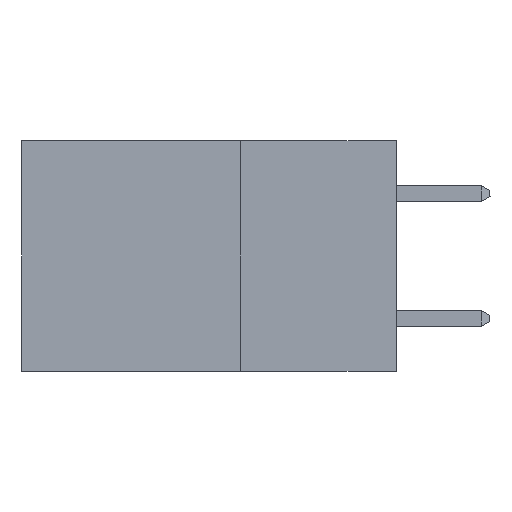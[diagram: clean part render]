
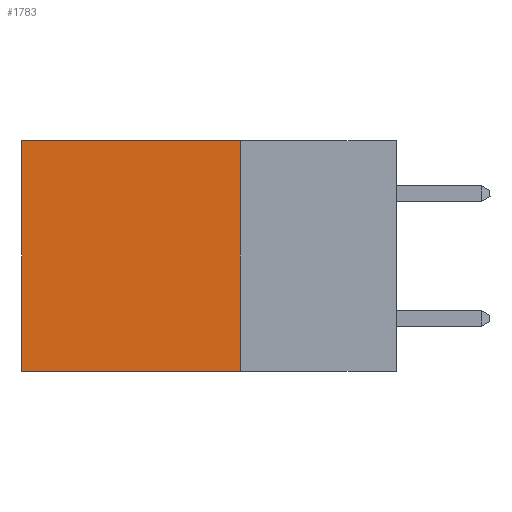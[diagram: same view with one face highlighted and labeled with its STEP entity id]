
A CAD part, left-side view. The second image highlights one B-rep face of the part: STEP entity #1783.
In plain terms, the highlighted planar face has unit normal (-1, 0, 0).
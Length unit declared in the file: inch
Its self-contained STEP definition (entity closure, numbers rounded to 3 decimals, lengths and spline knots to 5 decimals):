
#1034 = ORIENTED_EDGE ( 'NONE', *, *, #27179, .F. ) ;
#1081 = LINE ( 'NONE', #3616, #29149 ) ;
#1126 = DIRECTION ( 'NONE',  ( 0., 1., 0. ) ) ;
#1336 = DIRECTION ( 'NONE',  ( 0., 0., -1. ) ) ;
#1557 = VECTOR ( 'NONE', #1336, 39.37008 ) ;
#1783 = ADVANCED_FACE ( 'NONE', ( #19272 ), #27357, .F. ) ;
#3616 = CARTESIAN_POINT ( 'NONE',  ( 0.298, 0.25, -0.37 ) ) ;
#4826 = VECTOR ( 'NONE', #16640, 39.37008 ) ;
#5805 = CARTESIAN_POINT ( 'NONE',  ( 0.298, 0.25, 0. ) ) ;
#5942 = DIRECTION ( 'NONE',  ( 1., 0., 0. ) ) ;
#6138 = CARTESIAN_POINT ( 'NONE',  ( 0.298, 0.25, 0. ) ) ;
#6210 = DIRECTION ( 'NONE',  ( 0., 1., 0. ) ) ;
#7205 = ORIENTED_EDGE ( 'NONE', *, *, #21143, .T. ) ;
#8264 = CARTESIAN_POINT ( 'NONE',  ( 0.298, 0.25, 0. ) ) ;
#8479 = CARTESIAN_POINT ( 'NONE',  ( 0.298, 0.25, -0.37 ) ) ;
#8586 = LINE ( 'NONE', #8264, #1557 ) ;
#10029 = LINE ( 'NONE', #29805, #27320 ) ;
#10316 = VERTEX_POINT ( 'NONE', #10951 ) ;
#10951 = CARTESIAN_POINT ( 'NONE',  ( 0.298, 0.6, -0.37 ) ) ;
#13164 = VERTEX_POINT ( 'NONE', #8479 ) ;
#16640 = DIRECTION ( 'NONE',  ( 0., 0., -1. ) ) ;
#17681 = VERTEX_POINT ( 'NONE', #5805 ) ;
#19272 = FACE_OUTER_BOUND ( 'NONE', #24198, .T. ) ;
#20819 = ORIENTED_EDGE ( 'NONE', *, *, #21802, .F. ) ;
#21143 = EDGE_CURVE ( 'NONE', #17681, #25558, #10029, .T. ) ;
#21296 = CARTESIAN_POINT ( 'NONE',  ( 0.298, 0.6, 0. ) ) ;
#21802 = EDGE_CURVE ( 'NONE', #13164, #10316, #1081, .T. ) ;
#23067 = ORIENTED_EDGE ( 'NONE', *, *, #29428, .T. ) ;
#23266 = LINE ( 'NONE', #21296, #4826 ) ;
#24198 = EDGE_LOOP ( 'NONE', ( #23067, #20819, #1034, #7205 ) ) ;
#25558 = VERTEX_POINT ( 'NONE', #29623 ) ;
#26154 = AXIS2_PLACEMENT_3D ( 'NONE', #6138, #5942, #29528 ) ;
#27179 = EDGE_CURVE ( 'NONE', #17681, #13164, #8586, .T. ) ;
#27320 = VECTOR ( 'NONE', #6210, 39.37008 ) ;
#27357 = PLANE ( 'NONE',  #26154 ) ;
#29149 = VECTOR ( 'NONE', #1126, 39.37008 ) ;
#29428 = EDGE_CURVE ( 'NONE', #25558, #10316, #23266, .T. ) ;
#29528 = DIRECTION ( 'NONE',  ( 0., 0., -1. ) ) ;
#29623 = CARTESIAN_POINT ( 'NONE',  ( 0.298, 0.6, 0. ) ) ;
#29805 = CARTESIAN_POINT ( 'NONE',  ( 0.298, 0.25, 0. ) ) ;
